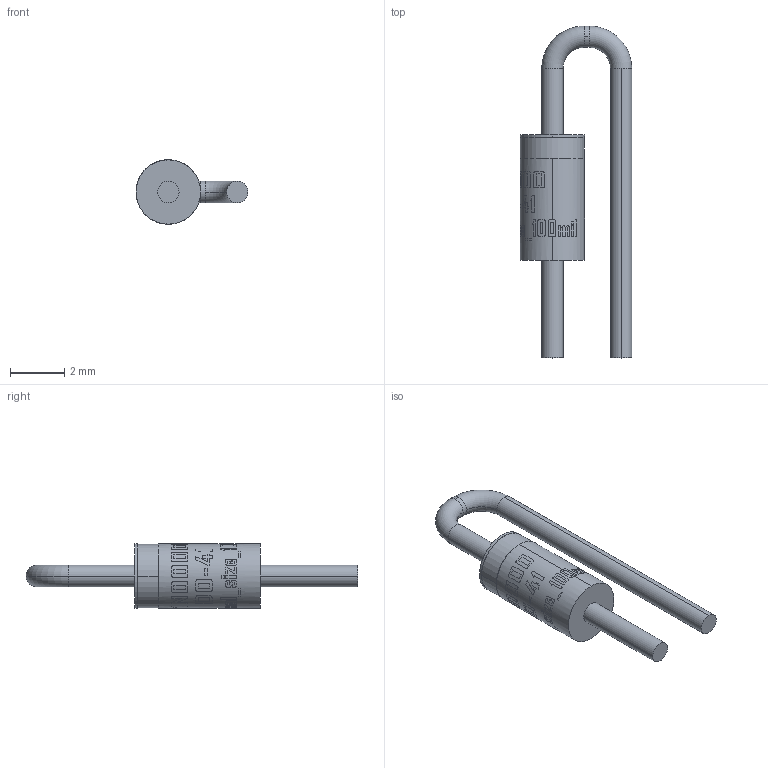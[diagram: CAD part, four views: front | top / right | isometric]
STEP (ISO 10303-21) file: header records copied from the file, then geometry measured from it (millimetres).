
FILE_DESCRIPTION (( 'STEP AP214' ), '1' );
FILE_NAME ('DO-41_Normal_size_100mil_rev1.0.STEP', '2023-03-16T22:41:40', ( '' ), ( '' ), 'SwSTEP 2.0', 'SolidWorks 2020', '' );
FILE_SCHEMA (( 'AUTOMOTIVE_DESIGN' ));
Length unit declared in the file: millimetre
Products named in the file (1): DO-41_Normal_size_100mil_rev1.0
Bounding box: 4.12 x 12.25 x 2.38 mm (x, y, z)
Volume: 30.5 mm3; surface area: 94.5 mm2
Topology: 1 solids, 1 shells, 66 faces, 382 edges, 363 vertices
Faces by surface type: cylinder 56, plane 6, torus 4
Entity records: 5179 total; most frequent: CARTESIAN_POINT 1235, ORIENTED_EDGE 764, DIRECTION 577, EDGE_CURVE 382, VERTEX_POINT 363, AXIS2_PLACEMENT_3D 219, CIRCLE 152, LINE 139
